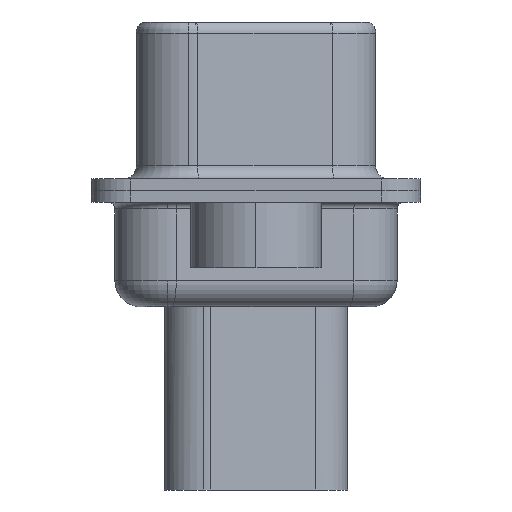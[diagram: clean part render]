
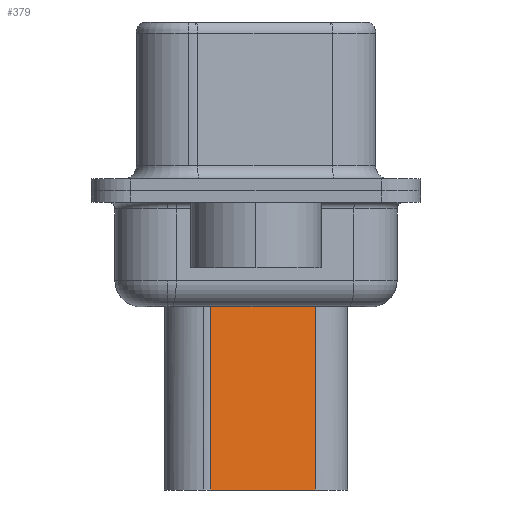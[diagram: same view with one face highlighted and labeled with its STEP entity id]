
A CAD part, left-side view. The second image highlights one B-rep face of the part: STEP entity #379.
In plain terms, the highlighted planar face has unit normal (-0.985, -0.174, 0).
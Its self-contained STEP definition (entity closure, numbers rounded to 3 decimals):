
#261 = PLANE ( 'NONE',  #2409 ) ;
#379 = ADVANCED_FACE ( 'NONE', ( #8189 ), #261, .T. ) ;
#913 = DIRECTION ( 'NONE',  ( -0.174, 0.985, 0. ) ) ;
#1949 = DIRECTION ( 'NONE',  ( 0., 0., -1. ) ) ;
#2342 = EDGE_CURVE ( 'NONE', #8830, #5596, #17460, .T. ) ;
#2409 = AXIS2_PLACEMENT_3D ( 'NONE', #6247, #19961, #9765 ) ;
#3297 = LINE ( 'NONE', #8734, #11840 ) ;
#3307 = EDGE_CURVE ( 'NONE', #11008, #21405, #3297, .T. ) ;
#3313 = CARTESIAN_POINT ( 'NONE',  ( 5.229, -2.26, -3.975 ) ) ;
#4735 = EDGE_LOOP ( 'NONE', ( #21851, #19171, #6352, #15490 ) ) ;
#5596 = VERTEX_POINT ( 'NONE', #10828 ) ;
#6054 = CARTESIAN_POINT ( 'NONE',  ( 4.524, 1.74, -3.975 ) ) ;
#6247 = CARTESIAN_POINT ( 'NONE',  ( 4.524, 1.74, -3.1 ) ) ;
#6340 = CARTESIAN_POINT ( 'NONE',  ( 4.353, 2.709, -3.975 ) ) ;
#6352 = ORIENTED_EDGE ( 'NONE', *, *, #3307, .T. ) ;
#7427 = LINE ( 'NONE', #21054, #9822 ) ;
#7870 = VECTOR ( 'NONE', #9569, 1000. ) ;
#7926 = EDGE_CURVE ( 'NONE', #8830, #11008, #8787, .T. ) ;
#8189 = FACE_OUTER_BOUND ( 'NONE', #4735, .T. ) ;
#8734 = CARTESIAN_POINT ( 'NONE',  ( 4.524, 1.74, -3.1 ) ) ;
#8787 = LINE ( 'NONE', #6340, #21818 ) ;
#8830 = VERTEX_POINT ( 'NONE', #3313 ) ;
#9569 = DIRECTION ( 'NONE',  ( 0., 0., -1. ) ) ;
#9765 = DIRECTION ( 'NONE',  ( 0.174, -0.985, 0. ) ) ;
#9822 = VECTOR ( 'NONE', #14267, 1000. ) ;
#10828 = CARTESIAN_POINT ( 'NONE',  ( 5.229, -2.26, -11.45 ) ) ;
#10922 = EDGE_CURVE ( 'NONE', #5596, #21405, #7427, .T. ) ;
#11008 = VERTEX_POINT ( 'NONE', #6054 ) ;
#11840 = VECTOR ( 'NONE', #1949, 1000. ) ;
#14267 = DIRECTION ( 'NONE',  ( -0.174, 0.985, 0. ) ) ;
#15490 = ORIENTED_EDGE ( 'NONE', *, *, #10922, .F. ) ;
#17460 = LINE ( 'NONE', #18043, #7870 ) ;
#18043 = CARTESIAN_POINT ( 'NONE',  ( 5.229, -2.26, -3.1 ) ) ;
#18151 = CARTESIAN_POINT ( 'NONE',  ( 4.524, 1.74, -11.45 ) ) ;
#19171 = ORIENTED_EDGE ( 'NONE', *, *, #7926, .T. ) ;
#19961 = DIRECTION ( 'NONE',  ( -0.985, -0.174, 0. ) ) ;
#21054 = CARTESIAN_POINT ( 'NONE',  ( 4.524, 1.74, -11.45 ) ) ;
#21405 = VERTEX_POINT ( 'NONE', #18151 ) ;
#21818 = VECTOR ( 'NONE', #913, 1000. ) ;
#21851 = ORIENTED_EDGE ( 'NONE', *, *, #2342, .F. ) ;
